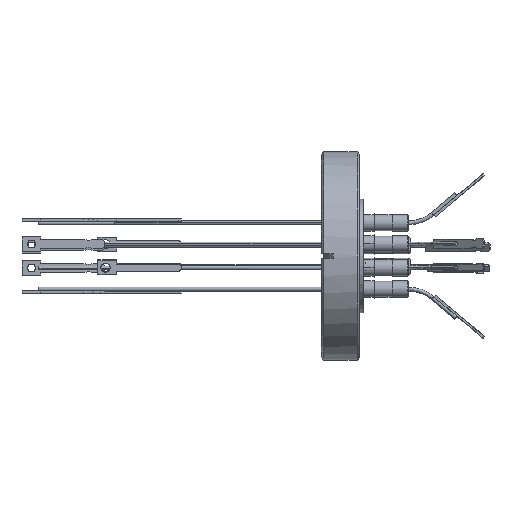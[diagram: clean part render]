
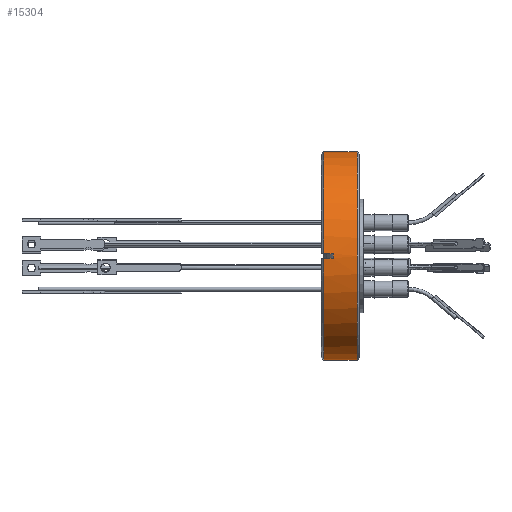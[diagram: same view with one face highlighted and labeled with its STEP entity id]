
A CAD part, left-side view. The second image highlights one B-rep face of the part: STEP entity #15304.
In plain terms, the highlighted cylindrical face has radius 34.925 mm (diameter 69.85 mm), a partial arc.
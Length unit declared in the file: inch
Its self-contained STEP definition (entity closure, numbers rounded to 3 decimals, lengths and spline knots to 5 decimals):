
#167 = VERTEX_POINT ( 'NONE', #5951 ) ;
#168 = VERTEX_POINT ( 'NONE', #5952 ) ;
#170 = VERTEX_POINT ( 'NONE', #5954 ) ;
#177 = VERTEX_POINT ( 'NONE', #5962 ) ;
#190 = VERTEX_POINT ( 'NONE', #5983 ) ;
#194 = AXIS2_PLACEMENT_3D ( 'NONE', #4312, #4313, #4314 ) ;
#195 = CIRCLE ( 'NONE', #194, 1.375 ) ;
#778 = ORIENTED_EDGE ( 'NONE', *, *, #19217, .F. ) ;
#779 = ORIENTED_EDGE ( 'NONE', *, *, #19403, .T. ) ;
#780 = ORIENTED_EDGE ( 'NONE', *, *, #19211, .T. ) ;
#781 = ORIENTED_EDGE ( 'NONE', *, *, #19404, .F. ) ;
#782 = ORIENTED_EDGE ( 'NONE', *, *, #19405, .T. ) ;
#783 = ORIENTED_EDGE ( 'NONE', *, *, #19406, .F. ) ;
#784 = ORIENTED_EDGE ( 'NONE', *, *, #19407, .F. ) ;
#785 = ORIENTED_EDGE ( 'NONE', *, *, #19200, .F. ) ;
#1153 = DIRECTION ( 'NONE',  ( 0., 1., 0. ) ) ;
#1162 = FACE_OUTER_BOUND ( 'NONE', #19875, .T. ) ;
#1163 = CARTESIAN_POINT ( 'NONE',  ( 0., 0., 0. ) ) ;
#1165 = CYLINDRICAL_SURFACE ( 'NONE', #13198, 1.375 ) ;
#1166 = DIRECTION ( 'NONE',  ( 0., 0., 1. ) ) ;
#3094 = CARTESIAN_POINT ( 'NONE',  ( -1.37465, -0.68226, 0.031 ) ) ;
#3095 = CARTESIAN_POINT ( 'NONE',  ( -1.37465, -0.8056, -0.031 ) ) ;
#3097 = CARTESIAN_POINT ( 'NONE',  ( -1.37465, -0.8056, 0.031 ) ) ;
#4312 = CARTESIAN_POINT ( 'NONE',  ( 0., -0.68226, 0. ) ) ;
#4313 = DIRECTION ( 'NONE',  ( 0., 1., 0. ) ) ;
#4314 = DIRECTION ( 'NONE',  ( 0., 0., 1. ) ) ;
#4336 = CARTESIAN_POINT ( 'NONE',  ( 0., 0., 1.375 ) ) ;
#4341 = LINE ( 'NONE', #4336, #19801 ) ;
#4346 = DIRECTION ( 'NONE',  ( 0., 1., 0. ) ) ;
#4354 = CARTESIAN_POINT ( 'NONE',  ( 0., 0., -1.375 ) ) ;
#4361 = LINE ( 'NONE', #4354, #19789 ) ;
#4365 = DIRECTION ( 'NONE',  ( 0., 1., 0. ) ) ;
#5951 = CARTESIAN_POINT ( 'NONE',  ( 0., -1.12226, 1.375 ) ) ;
#5952 = CARTESIAN_POINT ( 'NONE',  ( 0., -1.12226, -1.375 ) ) ;
#5954 = CARTESIAN_POINT ( 'NONE',  ( 0., -0.68226, -1.375 ) ) ;
#5962 = CARTESIAN_POINT ( 'NONE',  ( 0., -0.68226, 1.375 ) ) ;
#5983 = CARTESIAN_POINT ( 'NONE',  ( -1.37465, -0.68226, -0.031 ) ) ;
#7279 = B_SPLINE_CURVE_WITH_KNOTS ( 'NONE', 3,
 ( #9456, #9457, #9464, #9465 ),
 .UNSPECIFIED., .F., .F.,
 ( 4, 4 ),
 ( 0.11481, 0.11638 ),
 .UNSPECIFIED. ) ;
#9451 = LINE ( 'NONE', #9452, #18124 ) ;
#9452 = CARTESIAN_POINT ( 'NONE',  ( -1.37465, 0., 0.031 ) ) ;
#9453 = CARTESIAN_POINT ( 'NONE',  ( 0., -1.12226, 0. ) ) ;
#9454 = DIRECTION ( 'NONE',  ( 0., 1., 0. ) ) ;
#9455 = DIRECTION ( 'NONE',  ( 0., 0., 1. ) ) ;
#9456 = CARTESIAN_POINT ( 'NONE',  ( -1.37465, -0.8056, -0.031 ) ) ;
#9457 = CARTESIAN_POINT ( 'NONE',  ( -1.37512, -0.80564, -0.01035 ) ) ;
#9458 = CARTESIAN_POINT ( 'NONE',  ( 0., -0.68226, 0. ) ) ;
#9459 = DIRECTION ( 'NONE',  ( 0., 1., 0. ) ) ;
#9460 = DIRECTION ( 'NONE',  ( 0., 0., 1. ) ) ;
#9461 = DIRECTION ( 'NONE',  ( 0., -1., 0. ) ) ;
#9464 = CARTESIAN_POINT ( 'NONE',  ( -1.37512, -0.80564, 0.01032 ) ) ;
#9465 = CARTESIAN_POINT ( 'NONE',  ( -1.37465, -0.8056, 0.031 ) ) ;
#9466 = LINE ( 'NONE', #9467, #18118 ) ;
#9467 = CARTESIAN_POINT ( 'NONE',  ( -1.37465, 0., -0.031 ) ) ;
#9468 = DIRECTION ( 'NONE',  ( 0., -1., 0. ) ) ;
#13198 = AXIS2_PLACEMENT_3D ( 'NONE', #1163, #1153, #1166 ) ;
#15304 = ADVANCED_FACE ( 'NONE', ( #1162 ), #1165, .T. ) ;
#17572 = VERTEX_POINT ( 'NONE', #3094 ) ;
#17573 = VERTEX_POINT ( 'NONE', #3095 ) ;
#17575 = VERTEX_POINT ( 'NONE', #3097 ) ;
#18118 = VECTOR ( 'NONE', #9468, 39.37008 ) ;
#18121 = AXIS2_PLACEMENT_3D ( 'NONE', #9458, #9459, #9460 ) ;
#18124 = VECTOR ( 'NONE', #9461, 39.37008 ) ;
#18126 = AXIS2_PLACEMENT_3D ( 'NONE', #9453, #9454, #9455 ) ;
#18127 = CIRCLE ( 'NONE', #18121, 1.375 ) ;
#18138 = CIRCLE ( 'NONE', #18126, 1.375 ) ;
#19200 = EDGE_CURVE ( 'NONE', #170, #190, #195, .T. ) ;
#19211 = EDGE_CURVE ( 'NONE', #167, #177, #4341, .T. ) ;
#19217 = EDGE_CURVE ( 'NONE', #168, #170, #4361, .T. ) ;
#19403 = EDGE_CURVE ( 'NONE', #168, #167, #18138, .T. ) ;
#19404 = EDGE_CURVE ( 'NONE', #17572, #177, #18127, .T. ) ;
#19405 = EDGE_CURVE ( 'NONE', #17572, #17575, #9451, .T. ) ;
#19406 = EDGE_CURVE ( 'NONE', #17573, #17575, #7279, .T. ) ;
#19407 = EDGE_CURVE ( 'NONE', #190, #17573, #9466, .T. ) ;
#19789 = VECTOR ( 'NONE', #4365, 39.37008 ) ;
#19801 = VECTOR ( 'NONE', #4346, 39.37008 ) ;
#19875 = EDGE_LOOP ( 'NONE', ( #778, #779, #780, #781, #782, #783, #784, #785 ) ) ;
